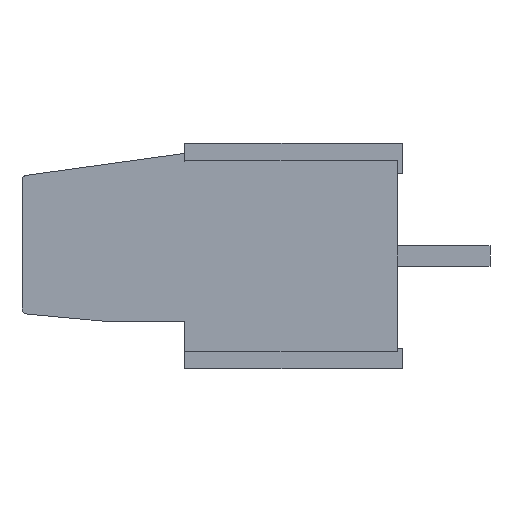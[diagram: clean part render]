
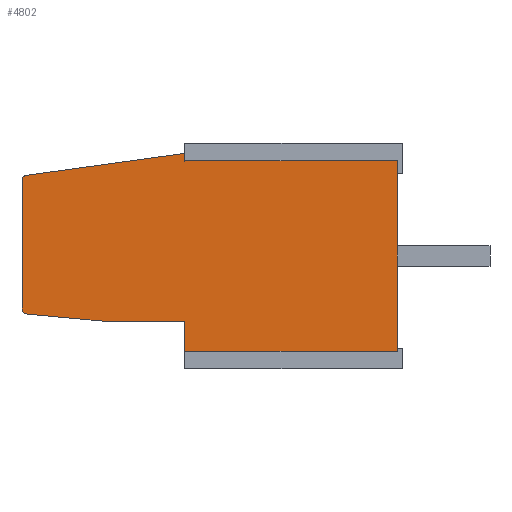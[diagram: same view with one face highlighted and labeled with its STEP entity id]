
A CAD part, left-side view. The second image highlights one B-rep face of the part: STEP entity #4802.
In plain terms, the highlighted planar face has unit normal (-1, 0, 0).
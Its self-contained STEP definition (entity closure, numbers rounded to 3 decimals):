
#73=DIRECTION('',(0.,1.,0.));
#74=VECTOR('',#73,8.5);
#75=CARTESIAN_POINT('',(-12.7,0.2,-8.3));
#76=LINE('',#75,#74);
#81=DIRECTION('',(0.,0.,1.));
#82=VECTOR('',#81,1.2);
#83=CARTESIAN_POINT('',(-12.7,8.7,-8.3));
#84=LINE('',#83,#82);
#88=DIRECTION('',(0.,1.,0.));
#89=VECTOR('',#88,3.3);
#90=CARTESIAN_POINT('',(-12.7,8.7,-7.1));
#91=LINE('',#90,#89);
#95=DIRECTION('',(0.,0.996,0.093));
#96=VECTOR('',#95,3.032);
#97=CARTESIAN_POINT('',(-12.7,12.,-7.1));
#98=LINE('',#97,#96);
#102=DIRECTION('',(0.,0.,1.));
#103=VECTOR('',#102,5.144);
#104=CARTESIAN_POINT('',(-12.7,15.2,-6.618));
#105=LINE('',#104,#103);
#109=DIRECTION('',(0.,-0.991,0.137));
#110=VECTOR('',#109,6.388);
#111=CARTESIAN_POINT('',(-12.7,15.027,-1.276));
#112=LINE('',#111,#110);
#116=DIRECTION('',(0.,0.,-1.));
#117=VECTOR('',#116,0.3);
#118=CARTESIAN_POINT('',(-12.7,8.7,-0.4));
#119=LINE('',#118,#117);
#123=DIRECTION('',(0.,1.,0.));
#124=VECTOR('',#123,8.5);
#125=CARTESIAN_POINT('',(-12.7,0.2,-0.7));
#126=LINE('',#125,#124);
#375=DIRECTION('',(0.,0.,1.));
#376=VECTOR('',#375,7.6);
#377=CARTESIAN_POINT('',(-12.7,0.2,-8.3));
#378=LINE('',#377,#376);
#2350=CARTESIAN_POINT('',(-12.7,15.,-6.618));
#2351=DIRECTION('',(-1.,0.,0.));
#2352=DIRECTION('',(0.,1.,0.));
#2353=AXIS2_PLACEMENT_3D('',#2350,#2351,#2352);
#2460=CARTESIAN_POINT('',(-12.7,15.,-1.474));
#2461=DIRECTION('',(-1.,0.,0.));
#2462=DIRECTION('',(0.,0.137,0.991));
#2463=AXIS2_PLACEMENT_3D('',#2460,#2461,#2462);
#4088=CARTESIAN_POINT('',(-12.7,15.019,-6.817));
#4090=VERTEX_POINT('',#4088);
#4093=CARTESIAN_POINT('',(-12.7,15.2,-6.618));
#4094=VERTEX_POINT('',#4093);
#4096=CARTESIAN_POINT('',(-12.7,15.2,-1.474));
#4098=VERTEX_POINT('',#4096);
#4101=CARTESIAN_POINT('',(-12.7,15.027,-1.276));
#4102=VERTEX_POINT('',#4101);
#4103=CARTESIAN_POINT('',(-12.7,12.,-7.1));
#4104=VERTEX_POINT('',#4103);
#4185=CARTESIAN_POINT('',(-12.7,8.7,-7.1));
#4186=VERTEX_POINT('',#4185);
#4197=CARTESIAN_POINT('',(-12.7,8.7,-0.4));
#4198=CARTESIAN_POINT('',(-12.7,8.7,-0.7));
#4199=VERTEX_POINT('',#4197);
#4200=VERTEX_POINT('',#4198);
#4203=CARTESIAN_POINT('',(-12.7,8.7,-8.3));
#4204=VERTEX_POINT('',#4203);
#4255=CARTESIAN_POINT('',(-12.7,0.2,-8.3));
#4256=VERTEX_POINT('',#4255);
#4257=CARTESIAN_POINT('',(-12.7,0.2,-0.7));
#4258=VERTEX_POINT('',#4257);
#4773=CARTESIAN_POINT('',(-12.7,0.,0.));
#4774=DIRECTION('',(1.,0.,0.));
#4775=DIRECTION('',(0.,0.,-1.));
#4776=AXIS2_PLACEMENT_3D('',#4773,#4774,#4775);
#4777=PLANE('',#4776);
#4779=ORIENTED_EDGE('',*,*,#4778,.F.);
#4781=ORIENTED_EDGE('',*,*,#4780,.T.);
#4783=ORIENTED_EDGE('',*,*,#4782,.T.);
#4785=ORIENTED_EDGE('',*,*,#4784,.T.);
#4787=ORIENTED_EDGE('',*,*,#4786,.T.);
#4789=ORIENTED_EDGE('',*,*,#4788,.F.);
#4791=ORIENTED_EDGE('',*,*,#4790,.T.);
#4793=ORIENTED_EDGE('',*,*,#4792,.F.);
#4795=ORIENTED_EDGE('',*,*,#4794,.T.);
#4797=ORIENTED_EDGE('',*,*,#4796,.T.);
#4799=ORIENTED_EDGE('',*,*,#4798,.F.);
#4800=EDGE_LOOP('',(#4779,#4781,#4783,#4785,#4787,#4789,#4791,#4793,#4795,#4797,
#4799));
#4801=FACE_OUTER_BOUND('',#4800,.F.);
#4802=ADVANCED_FACE('',(#4801),#4777,.F.);
#2354=CIRCLE('',#2353,0.2);
#2464=CIRCLE('',#2463,0.2);
#4778=EDGE_CURVE('',#4256,#4258,#378,.T.);
#4780=EDGE_CURVE('',#4256,#4204,#76,.T.);
#4782=EDGE_CURVE('',#4204,#4186,#84,.T.);
#4784=EDGE_CURVE('',#4186,#4104,#91,.T.);
#4786=EDGE_CURVE('',#4104,#4090,#98,.T.);
#4788=EDGE_CURVE('',#4094,#4090,#2354,.T.);
#4790=EDGE_CURVE('',#4094,#4098,#105,.T.);
#4792=EDGE_CURVE('',#4102,#4098,#2464,.T.);
#4794=EDGE_CURVE('',#4102,#4199,#112,.T.);
#4796=EDGE_CURVE('',#4199,#4200,#119,.T.);
#4798=EDGE_CURVE('',#4258,#4200,#126,.T.);
